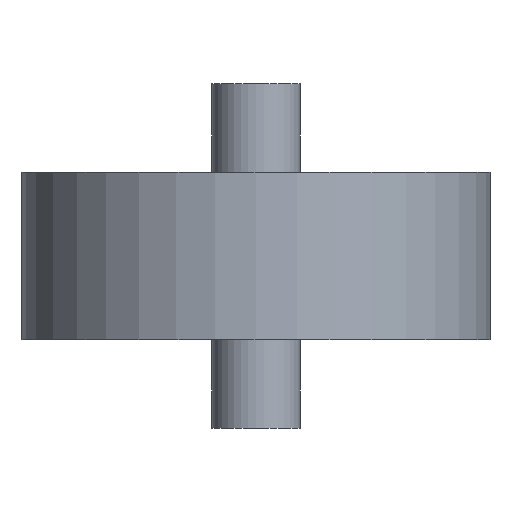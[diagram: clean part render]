
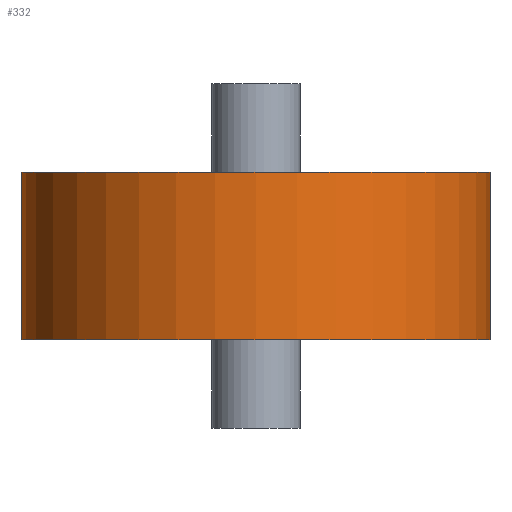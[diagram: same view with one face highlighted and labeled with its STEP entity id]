
A CAD part, left-side view. The second image highlights one B-rep face of the part: STEP entity #332.
In plain terms, the highlighted cylindrical face has radius 2.65 mm (diameter 5.3 mm), a partial arc.
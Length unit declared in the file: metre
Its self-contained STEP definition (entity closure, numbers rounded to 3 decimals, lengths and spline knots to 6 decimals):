
#14=CIRCLE('',#370,0.00265);
#15=CIRCLE('',#371,0.00265);
#29=CYLINDRICAL_SURFACE('',#369,0.00265);
#44=ORIENTED_EDGE('',*,*,#132,.F.);
#45=ORIENTED_EDGE('',*,*,#129,.T.);
#46=ORIENTED_EDGE('',*,*,#133,.T.);
#47=ORIENTED_EDGE('',*,*,#134,.F.);
#129=EDGE_CURVE('',#168,#173,#205,.T.);
#132=EDGE_CURVE('',#168,#176,#14,.T.);
#133=EDGE_CURVE('',#173,#177,#15,.T.);
#134=EDGE_CURVE('',#176,#177,#206,.T.);
#168=VERTEX_POINT('',#512);
#173=VERTEX_POINT('',#521);
#176=VERTEX_POINT('',#530);
#177=VERTEX_POINT('',#532);
#205=LINE('',#522,#233);
#206=LINE('',#533,#234);
#233=VECTOR('',#412,1.);
#234=VECTOR('',#425,1.);
#259=EDGE_LOOP('',(#44,#45,#46,#47));
#289=FACE_BOUND('',#259,.T.);
#332=ADVANCED_FACE('',(#289),#29,.T.);
#369=AXIS2_PLACEMENT_3D('',#528,#419,#420);
#370=AXIS2_PLACEMENT_3D('',#529,#421,#422);
#371=AXIS2_PLACEMENT_3D('',#531,#423,#424);
#412=DIRECTION('',(0.,0.,-1.));
#419=DIRECTION('',(0.,0.,-1.));
#420=DIRECTION('',(1.,0.,0.));
#421=DIRECTION('',(0.,0.,1.));
#422=DIRECTION('',(-1.,0.,0.));
#423=DIRECTION('',(0.,0.,1.));
#424=DIRECTION('',(-1.,0.,0.));
#425=DIRECTION('',(0.,0.,-1.));
#512=CARTESIAN_POINT('',(0.020098,0.085782,0.0022));
#521=CARTESIAN_POINT('',(0.020098,0.085782,0.0003));
#522=CARTESIAN_POINT('',(0.020098,0.085782,0.0022));
#528=CARTESIAN_POINT('',(0.019191,0.083292,0.0022));
#529=CARTESIAN_POINT('',(0.019191,0.083292,0.0022));
#530=CARTESIAN_POINT('',(0.020098,0.080802,0.0022));
#531=CARTESIAN_POINT('',(0.019191,0.083292,0.0003));
#532=CARTESIAN_POINT('',(0.020098,0.080802,0.0003));
#533=CARTESIAN_POINT('',(0.020098,0.080802,0.0022));
